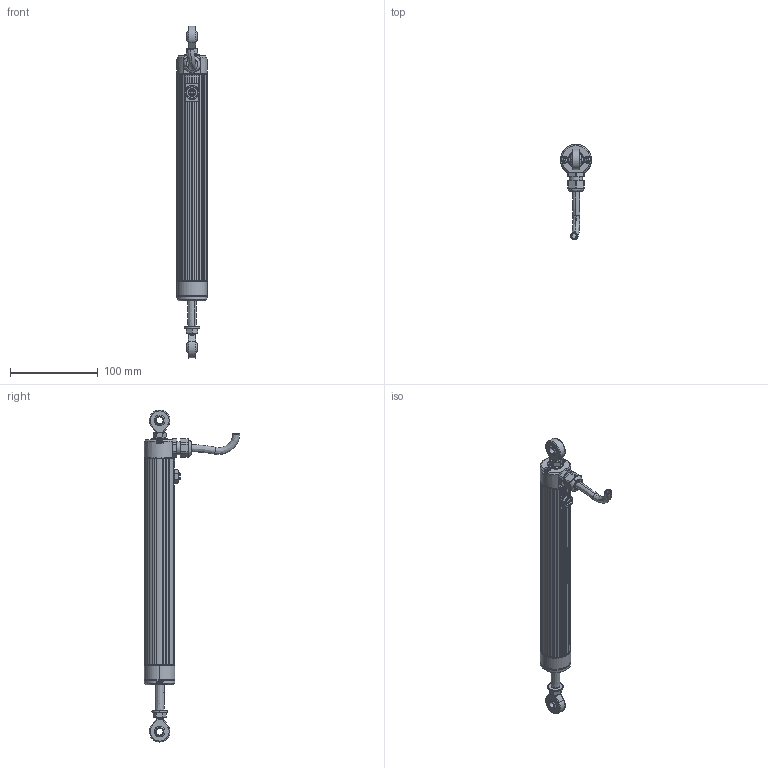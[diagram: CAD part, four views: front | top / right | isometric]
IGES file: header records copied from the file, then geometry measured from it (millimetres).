
Start section: SolidWorks IGES file using analytic representation for surfaces
Global section: file name: LWX_mit Druckausgleich~00ID.IGS; native system: SolidWorks 2005 by SolidWorks Corporation; preprocessor: SolidWorks 2005 by SolidWorks Corporation; author: Albrecht; date: 051214.140116; units: millimetre
Bounding box: 35 x 108.79 x 378.64 mm (x, y, z)
Surface area: 76076.7 mm2 (no closed solid volume)
Topology: 0 solids, 0 shells, 863 faces, 10551 edges, 10551 vertices
Faces by surface type: revolution 505, bspline 358
